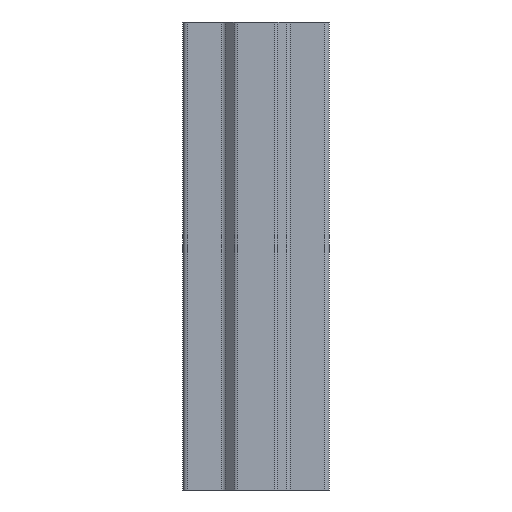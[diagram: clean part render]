
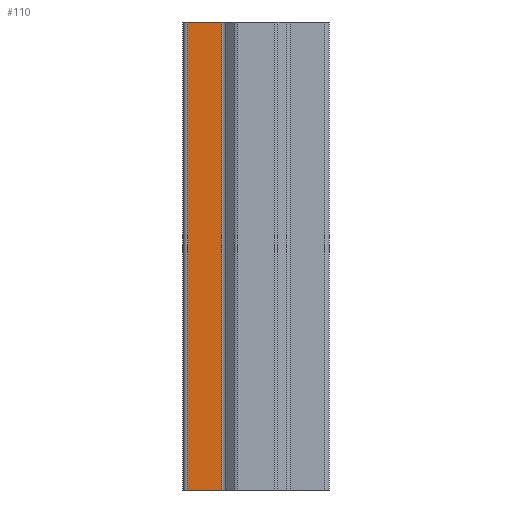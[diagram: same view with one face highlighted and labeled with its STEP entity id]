
A CAD part, left-side view. The second image highlights one B-rep face of the part: STEP entity #110.
In plain terms, the highlighted planar face has unit normal (-1, 0, 0).
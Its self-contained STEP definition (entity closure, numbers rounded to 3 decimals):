
#110=ADVANCED_FACE('',(#178),#179,.T.);
#178=FACE_OUTER_BOUND('',#278,.T.);
#179=PLANE('',#279);
#278=EDGE_LOOP('',(#551,#552,#553,#554));
#279=AXIS2_PLACEMENT_3D('',#555,#556,#557);
#551=ORIENTED_EDGE('',*,*,#833,.F.);
#552=ORIENTED_EDGE('',*,*,#905,.F.);
#553=ORIENTED_EDGE('',*,*,#841,.T.);
#554=ORIENTED_EDGE('',*,*,#896,.T.);
#555=CARTESIAN_POINT('',(-2.5,6.05,-20.0));
#556=DIRECTION('',(-1.0,0.0,0.0));
#557=DIRECTION('',(0.0,0.0,1.0));
#833=EDGE_CURVE('',#1024,#1026,#1027,.T.);
#841=EDGE_CURVE('',#1042,#1040,#1043,.T.);
#896=EDGE_CURVE('',#1040,#1026,#1136,.T.);
#905=EDGE_CURVE('',#1042,#1024,#1145,.T.);
#1024=VERTEX_POINT('',#1292);
#1026=VERTEX_POINT('',#1294);
#1027=LINE('',#1295,#1296);
#1040=VERTEX_POINT('',#1312);
#1042=VERTEX_POINT('',#1314);
#1043=LINE('',#1315,#1316);
#1136=LINE('',#1442,#1443);
#1145=LINE('',#1460,#1461);
#1292=CARTESIAN_POINT('',(-2.5,6.05,0.0));
#1294=CARTESIAN_POINT('',(-2.5,4.58,0.0));
#1295=CARTESIAN_POINT('',(-2.5,6.05,0.0));
#1296=VECTOR('',#1599,1.0);
#1312=CARTESIAN_POINT('',(-2.5,4.58,-20.0));
#1314=CARTESIAN_POINT('',(-2.5,6.05,-20.0));
#1315=CARTESIAN_POINT('',(-2.5,6.05,-20.0));
#1316=VECTOR('',#1615,1.0);
#1442=CARTESIAN_POINT('',(-2.5,4.58,-20.0));
#1443=VECTOR('',#1712,1.0);
#1460=CARTESIAN_POINT('',(-2.5,6.05,-20.0));
#1461=VECTOR('',#1721,1.0);
#1599=DIRECTION('',(0.0,-1.0,0.0));
#1615=DIRECTION('',(0.0,-1.0,0.0));
#1712=DIRECTION('',(0.0,0.0,1.0));
#1721=DIRECTION('',(0.0,0.0,1.0));
